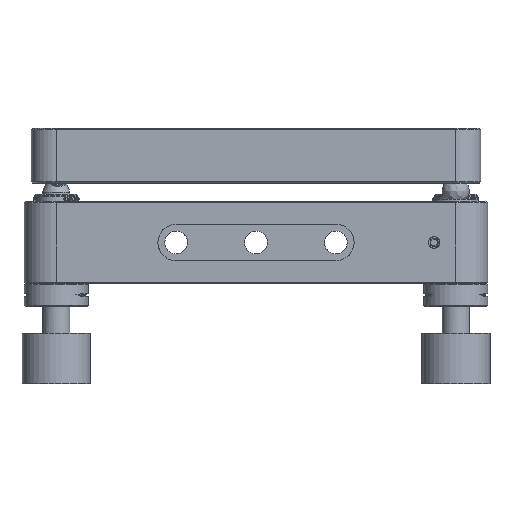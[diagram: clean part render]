
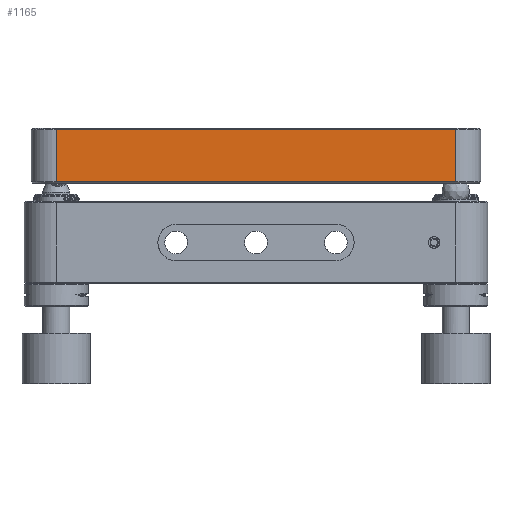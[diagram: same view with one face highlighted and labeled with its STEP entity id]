
A CAD part, front view. The second image highlights one B-rep face of the part: STEP entity #1165.
In plain terms, the highlighted planar face has unit normal (0, 1, 0).
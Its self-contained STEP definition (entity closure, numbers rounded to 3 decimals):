
#349 = LINE ( 'NONE', #12148, #14632 ) ;
#417 = CARTESIAN_POINT ( 'NONE',  ( -49.3, -49.3, 13. ) ) ;
#659 = CARTESIAN_POINT ( 'NONE',  ( 0., -49.3, 13.3 ) ) ;
#1030 = LINE ( 'NONE', #7177, #6508 ) ;
#1165 = ADVANCED_FACE ( 'NONE', ( #14520 ), #8031, .T. ) ;
#1622 = DIRECTION ( 'NONE',  ( 0., 1., 0. ) ) ;
#1915 = VERTEX_POINT ( 'NONE', #11940 ) ;
#3956 = VECTOR ( 'NONE', #15177, 1000. ) ;
#4053 = ORIENTED_EDGE ( 'NONE', *, *, #5684, .T. ) ;
#4662 = ORIENTED_EDGE ( 'NONE', *, *, #15333, .T. ) ;
#4689 = CARTESIAN_POINT ( 'NONE',  ( 43.8, -49.3, 13.3 ) ) ;
#4699 = ORIENTED_EDGE ( 'NONE', *, *, #11177, .T. ) ;
#4873 = ORIENTED_EDGE ( 'NONE', *, *, #6577, .F. ) ;
#4961 = CARTESIAN_POINT ( 'NONE',  ( -43.8, -49.3, 13.3 ) ) ;
#4976 = VERTEX_POINT ( 'NONE', #8629 ) ;
#5102 = VERTEX_POINT ( 'NONE', #4961 ) ;
#5684 = EDGE_CURVE ( 'NONE', #5102, #1915, #13137, .T. ) ;
#6508 = VECTOR ( 'NONE', #8547, 1000. ) ;
#6577 = EDGE_CURVE ( 'NONE', #5102, #9190, #9724, .T. ) ;
#6742 = DIRECTION ( 'NONE',  ( -1., 0., 0. ) ) ;
#7177 = CARTESIAN_POINT ( 'NONE',  ( 43.8, -49.3, 13. ) ) ;
#8013 = CARTESIAN_POINT ( 'NONE',  ( -43.8, -49.3, 13. ) ) ;
#8031 = PLANE ( 'NONE',  #13723 ) ;
#8547 = DIRECTION ( 'NONE',  ( 0., 0., -1. ) ) ;
#8629 = CARTESIAN_POINT ( 'NONE',  ( 43.8, -49.3, 24.7 ) ) ;
#9190 = VERTEX_POINT ( 'NONE', #4689 ) ;
#9724 = LINE ( 'NONE', #659, #3956 ) ;
#11177 = EDGE_CURVE ( 'NONE', #1915, #4976, #349, .T. ) ;
#11249 = EDGE_LOOP ( 'NONE', ( #4699, #4662, #4873, #4053 ) ) ;
#11940 = CARTESIAN_POINT ( 'NONE',  ( -43.8, -49.3, 24.7 ) ) ;
#12148 = CARTESIAN_POINT ( 'NONE',  ( -49.3, -49.3, 24.7 ) ) ;
#12930 = VECTOR ( 'NONE', #15449, 1000. ) ;
#13137 = LINE ( 'NONE', #8013, #12930 ) ;
#13723 = AXIS2_PLACEMENT_3D ( 'NONE', #417, #1622, #6742 ) ;
#14520 = FACE_OUTER_BOUND ( 'NONE', #11249, .T. ) ;
#14632 = VECTOR ( 'NONE', #15910, 1000. ) ;
#15177 = DIRECTION ( 'NONE',  ( 1., 0., 0. ) ) ;
#15333 = EDGE_CURVE ( 'NONE', #4976, #9190, #1030, .T. ) ;
#15449 = DIRECTION ( 'NONE',  ( 0., 0., 1. ) ) ;
#15910 = DIRECTION ( 'NONE',  ( 1., 0., 0. ) ) ;
